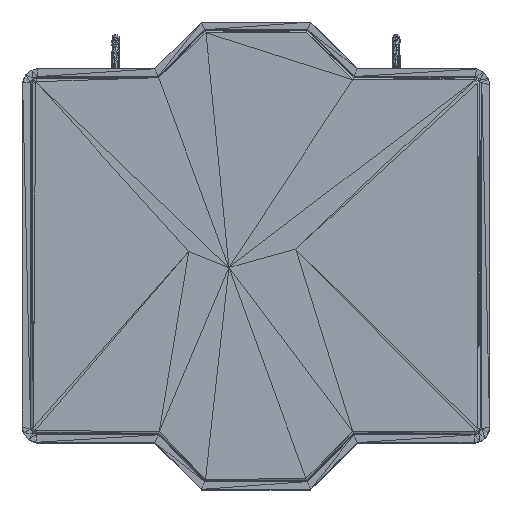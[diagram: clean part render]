
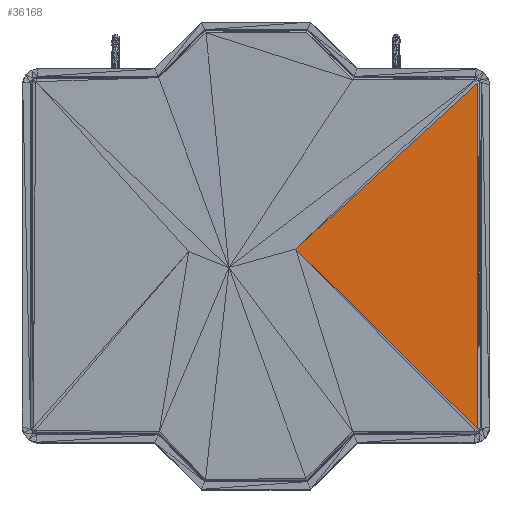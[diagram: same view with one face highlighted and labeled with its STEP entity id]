
A CAD part, top view. The second image highlights one B-rep face of the part: STEP entity #36168.
In plain terms, the highlighted planar face has unit normal (0, 0, 1).
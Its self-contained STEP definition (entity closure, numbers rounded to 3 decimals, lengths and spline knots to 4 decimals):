
#24=FACE_OUTER_BOUND('',#3310,.T.);
#3310=EDGE_LOOP('',(#23042,#23043,#23044));
#6594=LINE('',#54266,#11523);
#6606=LINE('',#54290,#11535);
#6607=LINE('',#54291,#11536);
#11523=VECTOR('',#42762,10.);
#11535=VECTOR('',#42786,10.);
#11536=VECTOR('',#42787,10.);
#16448=VERTEX_POINT('',#54257);
#16450=VERTEX_POINT('',#54265);
#16456=VERTEX_POINT('',#54289);
#18093=EDGE_CURVE('',#16448,#16450,#6594,.T.);
#18105=EDGE_CURVE('',#16448,#16456,#6606,.T.);
#18106=EDGE_CURVE('',#16456,#16450,#6607,.T.);
#23042=ORIENTED_EDGE('',*,*,#18093,.F.);
#23043=ORIENTED_EDGE('',*,*,#18105,.T.);
#23044=ORIENTED_EDGE('',*,*,#18106,.T.);
#32882=PLANE('',#39468);
#36168=ADVANCED_FACE('',(#24),#32882,.T.);
#39468=AXIS2_PLACEMENT_3D('',#54288,#42784,#42785);
#42762=DIRECTION('',(0.739,0.674,0.));
#42784=DIRECTION('center_axis',(0.,0.,
1.));
#42785=DIRECTION('ref_axis',(1.,0.,0.));
#42786=DIRECTION('',(0.711,-0.703,0.));
#42787=DIRECTION('',(0.,1.,0.));
#54257=CARTESIAN_POINT('',(0.5032,0.0828,11.7926));
#54265=CARTESIAN_POINT('',(2.8009,2.1798,11.7922));
#54266=CARTESIAN_POINT('',(0.5032,0.0828,11.7926));
#54288=CARTESIAN_POINT('Origin',(2.7988,-2.1871,11.7924));
#54289=CARTESIAN_POINT('',(2.7988,-2.1871,11.7924));
#54290=CARTESIAN_POINT('',(0.5032,0.0828,11.7926));
#54291=CARTESIAN_POINT('',(2.7988,-2.1871,11.7924));
